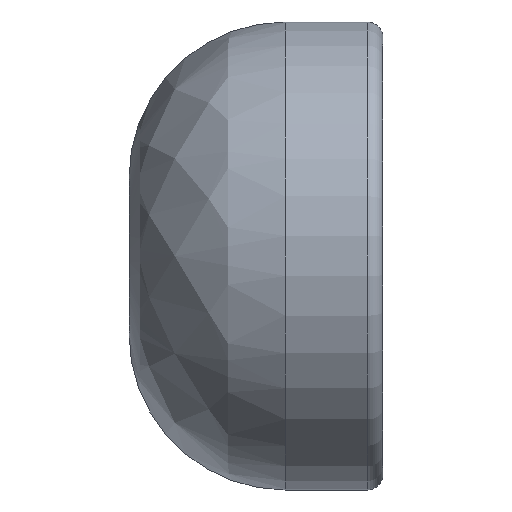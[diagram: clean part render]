
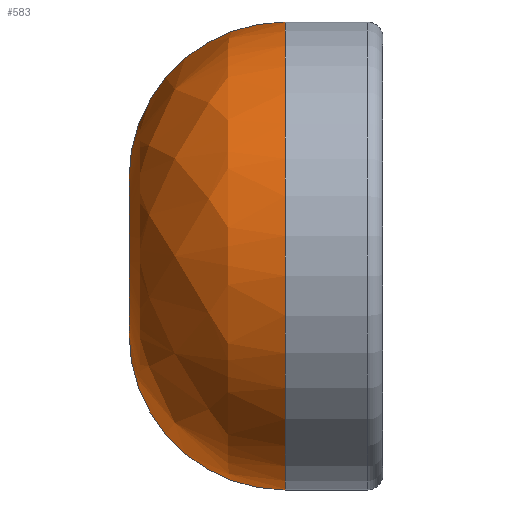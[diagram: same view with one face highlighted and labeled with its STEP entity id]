
A CAD part, left-side view. The second image highlights one B-rep face of the part: STEP entity #583.
In plain terms, the highlighted free-form (B-spline) face has degree [2, 2] with [3, 7] control points.
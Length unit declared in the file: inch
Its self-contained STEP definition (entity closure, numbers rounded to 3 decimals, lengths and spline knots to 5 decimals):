
#23=(
BOUNDED_SURFACE()
B_SPLINE_SURFACE(2,2,((#1308,#1309,#1310,#1311,#1312,#1313,#1314),(#1315,
#1316,#1317,#1318,#1319,#1320,#1321),(#1322,#1323,#1324,#1325,#1326,#1327,
#1328)),.UNSPECIFIED.,.F.,.F.,.F.)
B_SPLINE_SURFACE_WITH_KNOTS((3,3),(3,2,2,3),(0.,1.5708),
(-3.1996,-2.11373,-1.02786,0.058),
 .UNSPECIFIED.)
GEOMETRIC_REPRESENTATION_ITEM()
RATIONAL_B_SPLINE_SURFACE(((1.,0.856,1.,0.856,1.,
0.856,1.),(0.707,0.605,0.707,
0.605,0.707,0.605,0.707),
(1.,0.856,1.,0.856,1.,0.856,1.)))
REPRESENTATION_ITEM('')
SURFACE()
);
#87=FACE_OUTER_BOUND('',#127,.T.);
#127=EDGE_LOOP('',(#513,#514,#515,#516));
#151=CIRCLE('',#617,0.6);
#170=CIRCLE('',#651,0.4);
#171=CIRCLE('',#652,0.4);
#172=CIRCLE('',#653,0.2);
#277=VERTEX_POINT('',#1011);
#279=VERTEX_POINT('',#1017);
#289=VERTEX_POINT('',#1305);
#290=VERTEX_POINT('',#1329);
#339=EDGE_CURVE('',#277,#279,#151,.T.);
#366=EDGE_CURVE('',#277,#289,#170,.T.);
#368=EDGE_CURVE('',#279,#290,#171,.T.);
#369=EDGE_CURVE('',#290,#289,#172,.T.);
#513=ORIENTED_EDGE('',*,*,#368,.T.);
#514=ORIENTED_EDGE('',*,*,#369,.T.);
#515=ORIENTED_EDGE('',*,*,#366,.F.);
#516=ORIENTED_EDGE('',*,*,#339,.T.);
#583=ADVANCED_FACE('',(#87),#23,.F.);
#617=AXIS2_PLACEMENT_3D('',#1019,#739,#740);
#651=AXIS2_PLACEMENT_3D('',#1306,#811,#812);
#652=AXIS2_PLACEMENT_3D('',#1330,#814,#815);
#653=AXIS2_PLACEMENT_3D('',#1331,#816,#817);
#739=DIRECTION('center_axis',(0.,1.,0.));
#740=DIRECTION('ref_axis',(-1.,0.,0.));
#811=DIRECTION('center_axis',(0.998,0.,0.058));
#812=DIRECTION('ref_axis',(0.058,0.,-0.998));
#814=DIRECTION('center_axis',(-0.998,0.,0.058));
#815=DIRECTION('ref_axis',(0.058,0.,0.998));
#816=DIRECTION('center_axis',(0.,-1.,0.));
#817=DIRECTION('ref_axis',(-1.,0.,0.));
#1011=CARTESIAN_POINT('',(0.03478,0.25,-0.59899));
#1017=CARTESIAN_POINT('',(0.03478,0.25,0.59899));
#1019=CARTESIAN_POINT('Origin',(0.,0.25,0.));
#1305=CARTESIAN_POINT('',(0.01159,0.65,-0.19966));
#1306=CARTESIAN_POINT('Origin',(0.01159,0.25,-0.19966));
#1308=CARTESIAN_POINT('Ctrl Pts',(0.03478,0.25,-0.59899));
#1309=CARTESIAN_POINT('Ctrl Pts',(-0.32666,0.25,-0.61998));
#1310=CARTESIAN_POINT('Ctrl Pts',(-0.51372,0.25,-0.30999));
#1311=CARTESIAN_POINT('Ctrl Pts',(-0.70077,0.25,0.));
#1312=CARTESIAN_POINT('Ctrl Pts',(-0.51372,0.25,0.30999));
#1313=CARTESIAN_POINT('Ctrl Pts',(-0.32666,0.25,0.61998));
#1314=CARTESIAN_POINT('Ctrl Pts',(0.03478,0.25,0.59899));
#1315=CARTESIAN_POINT('Ctrl Pts',(0.03478,0.65,-0.59899));
#1316=CARTESIAN_POINT('Ctrl Pts',(-0.32666,0.65,-0.61998));
#1317=CARTESIAN_POINT('Ctrl Pts',(-0.51372,0.65,-0.30999));
#1318=CARTESIAN_POINT('Ctrl Pts',(-0.70077,0.65,0.));
#1319=CARTESIAN_POINT('Ctrl Pts',(-0.51372,0.65,0.30999));
#1320=CARTESIAN_POINT('Ctrl Pts',(-0.32666,0.65,0.61998));
#1321=CARTESIAN_POINT('Ctrl Pts',(0.03478,0.65,0.59899));
#1322=CARTESIAN_POINT('Ctrl Pts',(0.01159,0.65,-0.19966));
#1323=CARTESIAN_POINT('Ctrl Pts',(-0.10889,0.65,-0.20666));
#1324=CARTESIAN_POINT('Ctrl Pts',(-0.17124,0.65,-0.10333));
#1325=CARTESIAN_POINT('Ctrl Pts',(-0.23359,0.65,0.));
#1326=CARTESIAN_POINT('Ctrl Pts',(-0.17124,0.65,0.10333));
#1327=CARTESIAN_POINT('Ctrl Pts',(-0.10889,0.65,0.20666));
#1328=CARTESIAN_POINT('Ctrl Pts',(0.01159,0.65,0.19966));
#1329=CARTESIAN_POINT('',(0.01159,0.65,0.19966));
#1330=CARTESIAN_POINT('Origin',(0.01159,0.25,0.19966));
#1331=CARTESIAN_POINT('Origin',(0.,0.65,0.));
